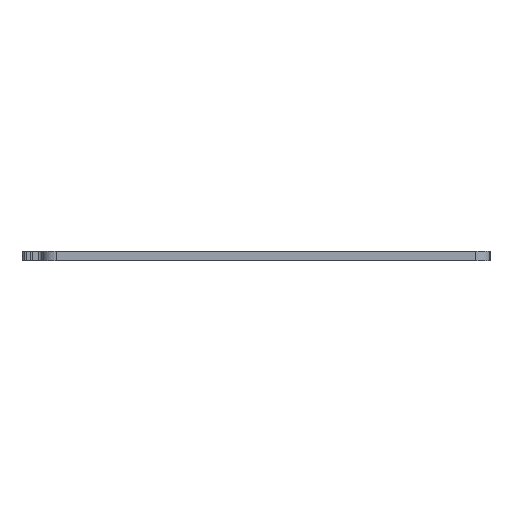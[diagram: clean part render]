
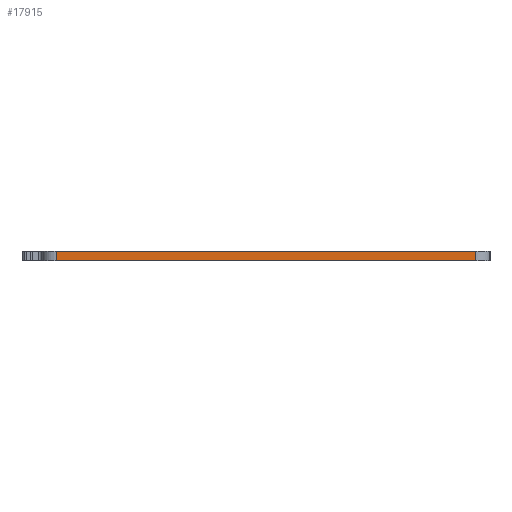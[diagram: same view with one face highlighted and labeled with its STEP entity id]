
A CAD part, left-side view. The second image highlights one B-rep face of the part: STEP entity #17915.
In plain terms, the highlighted planar face has unit normal (-1, 0, 0).
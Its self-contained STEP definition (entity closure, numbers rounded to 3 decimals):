
#84 = PLANE('',#85);
#85 = AXIS2_PLACEMENT_3D('',#86,#87,#88);
#86 = CARTESIAN_POINT('',(202.71,-81.387,1.6));
#87 = DIRECTION('',(0.,0.,1.));
#88 = DIRECTION('',(1.,0.,-0.));
#139 = PLANE('',#140);
#140 = AXIS2_PLACEMENT_3D('',#141,#142,#143);
#141 = CARTESIAN_POINT('',(202.71,-81.387,0.));
#142 = DIRECTION('',(0.,0.,1.));
#143 = DIRECTION('',(1.,0.,-0.));
#532 = VERTEX_POINT('',#533);
#533 = CARTESIAN_POINT('',(78.58,-47.228,0.));
#548 = CYLINDRICAL_SURFACE('',#549,2.381);
#549 = AXIS2_PLACEMENT_3D('',#550,#551,#552);
#550 = CARTESIAN_POINT('',(80.962,-47.228,0.));
#551 = DIRECTION('',(-0.,-0.,-1.));
#552 = DIRECTION('',(1.,0.,-0.));
#560 = EDGE_CURVE('',#561,#532,#563,.T.);
#561 = VERTEX_POINT('',#562);
#562 = CARTESIAN_POINT('',(78.58,-116.285,0.));
#563 = SURFACE_CURVE('',#564,(#568,#575),.PCURVE_S1.);
#564 = LINE('',#565,#566);
#565 = CARTESIAN_POINT('',(78.58,-116.285,0.));
#566 = VECTOR('',#567,1.);
#567 = DIRECTION('',(0.,1.,0.));
#568 = PCURVE('',#139,#569);
#569 = DEFINITIONAL_REPRESENTATION('',(#570),#574);
#570 = LINE('',#571,#572);
#571 = CARTESIAN_POINT('',(-124.13,-34.898));
#572 = VECTOR('',#573,1.);
#573 = DIRECTION('',(0.,1.));
#574 = ( GEOMETRIC_REPRESENTATION_CONTEXT(2) 
PARAMETRIC_REPRESENTATION_CONTEXT() REPRESENTATION_CONTEXT('2D SPACE',''
  ) );
#575 = PCURVE('',#576,#581);
#576 = PLANE('',#577);
#577 = AXIS2_PLACEMENT_3D('',#578,#579,#580);
#578 = CARTESIAN_POINT('',(78.58,-116.285,0.));
#579 = DIRECTION('',(-1.,0.,0.));
#580 = DIRECTION('',(0.,1.,0.));
#581 = DEFINITIONAL_REPRESENTATION('',(#582),#586);
#582 = LINE('',#583,#584);
#583 = CARTESIAN_POINT('',(0.,0.));
#584 = VECTOR('',#585,1.);
#585 = DIRECTION('',(1.,0.));
#586 = ( GEOMETRIC_REPRESENTATION_CONTEXT(2) 
PARAMETRIC_REPRESENTATION_CONTEXT() REPRESENTATION_CONTEXT('2D SPACE',''
  ) );
#605 = CYLINDRICAL_SURFACE('',#606,2.381);
#606 = AXIS2_PLACEMENT_3D('',#607,#608,#609);
#607 = CARTESIAN_POINT('',(80.962,-116.285,0.));
#608 = DIRECTION('',(-0.,-0.,-1.));
#609 = DIRECTION('',(1.,0.,-0.));
#9990 = VERTEX_POINT('',#9991);
#9991 = CARTESIAN_POINT('',(78.58,-47.228,1.6));
#10013 = EDGE_CURVE('',#10014,#9990,#10016,.T.);
#10014 = VERTEX_POINT('',#10015);
#10015 = CARTESIAN_POINT('',(78.58,-116.285,1.6));
#10016 = SURFACE_CURVE('',#10017,(#10021,#10028),.PCURVE_S1.);
#10017 = LINE('',#10018,#10019);
#10018 = CARTESIAN_POINT('',(78.58,-116.285,1.6));
#10019 = VECTOR('',#10020,1.);
#10020 = DIRECTION('',(0.,1.,0.));
#10021 = PCURVE('',#84,#10022);
#10022 = DEFINITIONAL_REPRESENTATION('',(#10023),#10027);
#10023 = LINE('',#10024,#10025);
#10024 = CARTESIAN_POINT('',(-124.13,-34.898));
#10025 = VECTOR('',#10026,1.);
#10026 = DIRECTION('',(0.,1.));
#10027 = ( GEOMETRIC_REPRESENTATION_CONTEXT(2) 
PARAMETRIC_REPRESENTATION_CONTEXT() REPRESENTATION_CONTEXT('2D SPACE',''
  ) );
#10028 = PCURVE('',#576,#10029);
#10029 = DEFINITIONAL_REPRESENTATION('',(#10030),#10034);
#10030 = LINE('',#10031,#10032);
#10031 = CARTESIAN_POINT('',(0.,-1.6));
#10032 = VECTOR('',#10033,1.);
#10033 = DIRECTION('',(1.,0.));
#10034 = ( GEOMETRIC_REPRESENTATION_CONTEXT(2) 
PARAMETRIC_REPRESENTATION_CONTEXT() REPRESENTATION_CONTEXT('2D SPACE',''
  ) );
#17865 = EDGE_CURVE('',#561,#10014,#17866,.T.);
#17866 = SURFACE_CURVE('',#17867,(#17871,#17878),.PCURVE_S1.);
#17867 = LINE('',#17868,#17869);
#17868 = CARTESIAN_POINT('',(78.58,-116.285,0.));
#17869 = VECTOR('',#17870,1.);
#17870 = DIRECTION('',(0.,0.,1.));
#17871 = PCURVE('',#605,#17872);
#17872 = DEFINITIONAL_REPRESENTATION('',(#17873),#17877);
#17873 = LINE('',#17874,#17875);
#17874 = CARTESIAN_POINT('',(-3.142,0.));
#17875 = VECTOR('',#17876,1.);
#17876 = DIRECTION('',(-0.,-1.));
#17877 = ( GEOMETRIC_REPRESENTATION_CONTEXT(2) 
PARAMETRIC_REPRESENTATION_CONTEXT() REPRESENTATION_CONTEXT('2D SPACE',''
  ) );
#17878 = PCURVE('',#576,#17879);
#17879 = DEFINITIONAL_REPRESENTATION('',(#17880),#17884);
#17880 = LINE('',#17881,#17882);
#17881 = CARTESIAN_POINT('',(0.,0.));
#17882 = VECTOR('',#17883,1.);
#17883 = DIRECTION('',(0.,-1.));
#17884 = ( GEOMETRIC_REPRESENTATION_CONTEXT(2) 
PARAMETRIC_REPRESENTATION_CONTEXT() REPRESENTATION_CONTEXT('2D SPACE',''
  ) );
#17915 = ADVANCED_FACE('',(#17916),#576,.T.);
#17916 = FACE_BOUND('',#17917,.T.);
#17917 = EDGE_LOOP('',(#17918,#17919,#17920,#17941));
#17918 = ORIENTED_EDGE('',*,*,#17865,.T.);
#17919 = ORIENTED_EDGE('',*,*,#10013,.T.);
#17920 = ORIENTED_EDGE('',*,*,#17921,.F.);
#17921 = EDGE_CURVE('',#532,#9990,#17922,.T.);
#17922 = SURFACE_CURVE('',#17923,(#17927,#17934),.PCURVE_S1.);
#17923 = LINE('',#17924,#17925);
#17924 = CARTESIAN_POINT('',(78.58,-47.228,0.));
#17925 = VECTOR('',#17926,1.);
#17926 = DIRECTION('',(0.,0.,1.));
#17927 = PCURVE('',#576,#17928);
#17928 = DEFINITIONAL_REPRESENTATION('',(#17929),#17933);
#17929 = LINE('',#17930,#17931);
#17930 = CARTESIAN_POINT('',(69.057,0.));
#17931 = VECTOR('',#17932,1.);
#17932 = DIRECTION('',(0.,-1.));
#17933 = ( GEOMETRIC_REPRESENTATION_CONTEXT(2) 
PARAMETRIC_REPRESENTATION_CONTEXT() REPRESENTATION_CONTEXT('2D SPACE',''
  ) );
#17934 = PCURVE('',#548,#17935);
#17935 = DEFINITIONAL_REPRESENTATION('',(#17936),#17940);
#17936 = LINE('',#17937,#17938);
#17937 = CARTESIAN_POINT('',(-3.142,0.));
#17938 = VECTOR('',#17939,1.);
#17939 = DIRECTION('',(-0.,-1.));
#17940 = ( GEOMETRIC_REPRESENTATION_CONTEXT(2) 
PARAMETRIC_REPRESENTATION_CONTEXT() REPRESENTATION_CONTEXT('2D SPACE',''
  ) );
#17941 = ORIENTED_EDGE('',*,*,#560,.F.);
